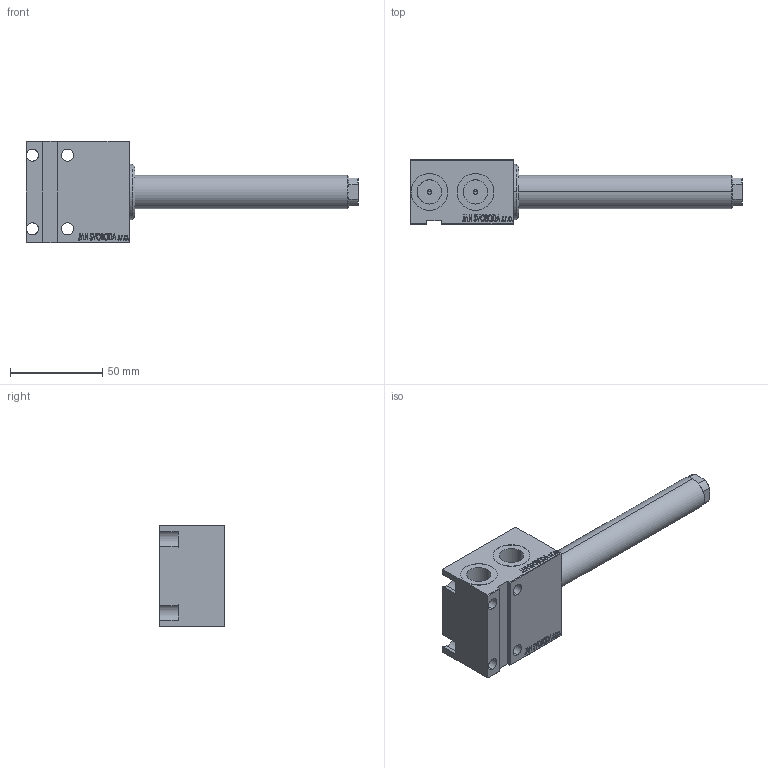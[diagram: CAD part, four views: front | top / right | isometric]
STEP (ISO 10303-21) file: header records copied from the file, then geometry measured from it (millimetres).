
FILE_DESCRIPTION (( 'STEP AP203' ), '1' );
FILE_NAME ('ec5c.STEP', '2022-04-17T02:33:46', ( '' ), ( '' ), 'SwSTEP 2.0', 'SolidWorks 2019', '' );
FILE_SCHEMA (( 'CONFIG_CONTROL_DESIGN' ));
Length unit declared in the file: millimetre
Products named in the file (4): V450CM_E_Body c41365e1343ff0f5b9909c217e141f12; V450CM_E_VCP c41365e1343ff0f5b9909c217e141f12; V450CM_VC_B c41365e1343ff0f5b9909c217e141f12; ec5c
Assembly tree (3 placements, depth 2):
  ec5c
    V450CM_E_Body c41365e1343ff0f5b9909c217e141f12
    V450CM_E_VCP c41365e1343ff0f5b9909c217e141f12
    V450CM_VC_B c41365e1343ff0f5b9909c217e141f12
Bounding box: 180 x 35 x 55 mm (x, y, z)
Volume: 124955 mm3; surface area: 38314.8 mm2
Topology: 3 solids, 3 shells, 878 faces, 2272 edges, 1505 vertices
Faces by surface type: plane 416, bspline 380, cylinder 68, cone 14
Entity records: 44228 total; most frequent: CARTESIAN_POINT 24839, ORIENTED_EDGE 4540, DIRECTION 2638, EDGE_CURVE 2270, VERTEX_POINT 1505, LINE 1342, VECTOR 1342, EDGE_LOOP 1007
